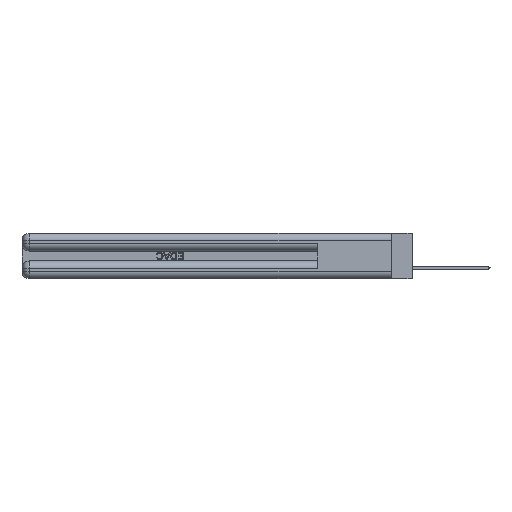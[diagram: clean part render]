
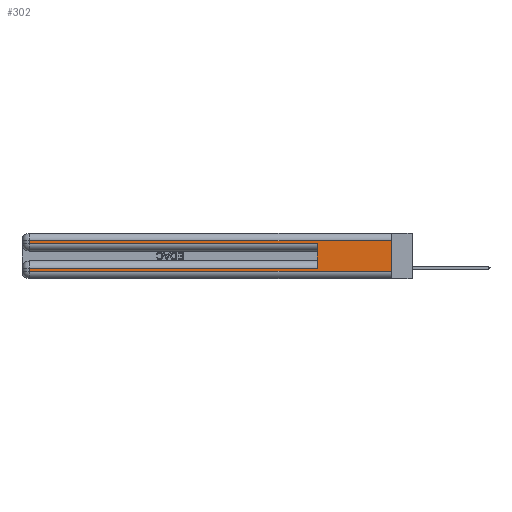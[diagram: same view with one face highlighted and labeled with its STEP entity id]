
A CAD part, left-side view. The second image highlights one B-rep face of the part: STEP entity #302.
In plain terms, the highlighted planar face has unit normal (-1, 0, 0).
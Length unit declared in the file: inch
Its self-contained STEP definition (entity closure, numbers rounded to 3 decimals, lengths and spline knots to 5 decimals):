
#185 = CARTESIAN_POINT ( 'NONE',  ( 0., 2.94, 0.06 ) ) ;
#302 = ADVANCED_FACE ( 'NONE', ( #39402 ), #7937, .F. ) ;
#1456 = CARTESIAN_POINT ( 'NONE',  ( 0., 2.94, 0.285 ) ) ;
#1750 = LINE ( 'NONE', #30571, #33744 ) ;
#2186 = CARTESIAN_POINT ( 'NONE',  ( 0., 0., 0.06 ) ) ;
#3306 = CARTESIAN_POINT ( 'NONE',  ( 0., 0., 0.31 ) ) ;
#3417 = CARTESIAN_POINT ( 'NONE',  ( 0., 0.6, 0.285 ) ) ;
#3541 = VECTOR ( 'NONE', #31750, 39.37008 ) ;
#3928 = LINE ( 'NONE', #45069, #8005 ) ;
#4172 = EDGE_CURVE ( 'NONE', #45094, #16258, #1750, .T. ) ;
#4372 = DIRECTION ( 'NONE',  ( 0., 0., -1. ) ) ;
#4824 = LINE ( 'NONE', #24808, #20292 ) ;
#5710 = LINE ( 'NONE', #35770, #6878 ) ;
#6212 = DIRECTION ( 'NONE',  ( 0., 0., -1. ) ) ;
#6397 = VERTEX_POINT ( 'NONE', #2186 ) ;
#6479 = CARTESIAN_POINT ( 'NONE',  ( 0., 2.94, 0.085 ) ) ;
#6878 = VECTOR ( 'NONE', #28456, 39.37008 ) ;
#7900 = DIRECTION ( 'NONE',  ( 0., 1., 0. ) ) ;
#7918 = EDGE_CURVE ( 'NONE', #30066, #6397, #22509, .T. ) ;
#7937 = PLANE ( 'NONE',  #29997 ) ;
#8005 = VECTOR ( 'NONE', #45382, 39.37008 ) ;
#8228 = LINE ( 'NONE', #39419, #3541 ) ;
#8633 = CARTESIAN_POINT ( 'NONE',  ( 0., 2.94, 0.37 ) ) ;
#9327 = ORIENTED_EDGE ( 'NONE', *, *, #20494, .F. ) ;
#11511 = CARTESIAN_POINT ( 'NONE',  ( 0., 0., 0.37 ) ) ;
#12006 = EDGE_CURVE ( 'NONE', #28799, #36626, #8228, .T. ) ;
#14425 = EDGE_CURVE ( 'NONE', #45094, #42256, #5710, .T. ) ;
#15181 = EDGE_CURVE ( 'NONE', #36626, #30727, #27102, .T. ) ;
#15212 = CARTESIAN_POINT ( 'NONE',  ( 0., 0.6, 0.085 ) ) ;
#15367 = DIRECTION ( 'NONE',  ( 0., -1., 0. ) ) ;
#15759 = CARTESIAN_POINT ( 'NONE',  ( 0., 2.94, 0.31 ) ) ;
#16258 = VERTEX_POINT ( 'NONE', #6479 ) ;
#18924 = DIRECTION ( 'NONE',  ( 0., 0., -1. ) ) ;
#19631 = VECTOR ( 'NONE', #23037, 39.37008 ) ;
#19961 = EDGE_LOOP ( 'NONE', ( #9327, #28519, #29420, #33039, #47718, #43053, #20313, #21784 ) ) ;
#20292 = VECTOR ( 'NONE', #15367, 39.37008 ) ;
#20313 = ORIENTED_EDGE ( 'NONE', *, *, #33904, .T. ) ;
#20494 = EDGE_CURVE ( 'NONE', #28799, #6397, #29687, .T. ) ;
#21784 = ORIENTED_EDGE ( 'NONE', *, *, #7918, .T. ) ;
#22509 = LINE ( 'NONE', #34268, #19631 ) ;
#23020 = VECTOR ( 'NONE', #4372, 39.37008 ) ;
#23037 = DIRECTION ( 'NONE',  ( 0., -1., 0. ) ) ;
#24808 = CARTESIAN_POINT ( 'NONE',  ( 0., 0., 0.285 ) ) ;
#25013 = EDGE_CURVE ( 'NONE', #30727, #42256, #4824, .T. ) ;
#27102 = LINE ( 'NONE', #8633, #23020 ) ;
#28456 = DIRECTION ( 'NONE',  ( 0., 0., 1. ) ) ;
#28519 = ORIENTED_EDGE ( 'NONE', *, *, #12006, .T. ) ;
#28799 = VERTEX_POINT ( 'NONE', #3306 ) ;
#29420 = ORIENTED_EDGE ( 'NONE', *, *, #15181, .T. ) ;
#29687 = LINE ( 'NONE', #41890, #38425 ) ;
#29997 = AXIS2_PLACEMENT_3D ( 'NONE', #11511, #33871, #18924 ) ;
#30066 = VERTEX_POINT ( 'NONE', #185 ) ;
#30571 = CARTESIAN_POINT ( 'NONE',  ( 0., 0., 0.085 ) ) ;
#30727 = VERTEX_POINT ( 'NONE', #1456 ) ;
#31750 = DIRECTION ( 'NONE',  ( 0., 1., 0. ) ) ;
#33039 = ORIENTED_EDGE ( 'NONE', *, *, #25013, .T. ) ;
#33744 = VECTOR ( 'NONE', #7900, 39.37008 ) ;
#33871 = DIRECTION ( 'NONE',  ( 1., 0., 0. ) ) ;
#33904 = EDGE_CURVE ( 'NONE', #16258, #30066, #3928, .T. ) ;
#34268 = CARTESIAN_POINT ( 'NONE',  ( 0., 0., 0.06 ) ) ;
#35770 = CARTESIAN_POINT ( 'NONE',  ( 0., 0.6, 0.145 ) ) ;
#36626 = VERTEX_POINT ( 'NONE', #15759 ) ;
#38425 = VECTOR ( 'NONE', #6212, 39.37008 ) ;
#39402 = FACE_OUTER_BOUND ( 'NONE', #19961, .T. ) ;
#39419 = CARTESIAN_POINT ( 'NONE',  ( 0., 0., 0.31 ) ) ;
#41890 = CARTESIAN_POINT ( 'NONE',  ( 0., 0., 0.37 ) ) ;
#42256 = VERTEX_POINT ( 'NONE', #3417 ) ;
#43053 = ORIENTED_EDGE ( 'NONE', *, *, #4172, .T. ) ;
#45069 = CARTESIAN_POINT ( 'NONE',  ( 0., 2.94, 0.37 ) ) ;
#45094 = VERTEX_POINT ( 'NONE', #15212 ) ;
#45382 = DIRECTION ( 'NONE',  ( 0., 0., -1. ) ) ;
#47718 = ORIENTED_EDGE ( 'NONE', *, *, #14425, .F. ) ;
